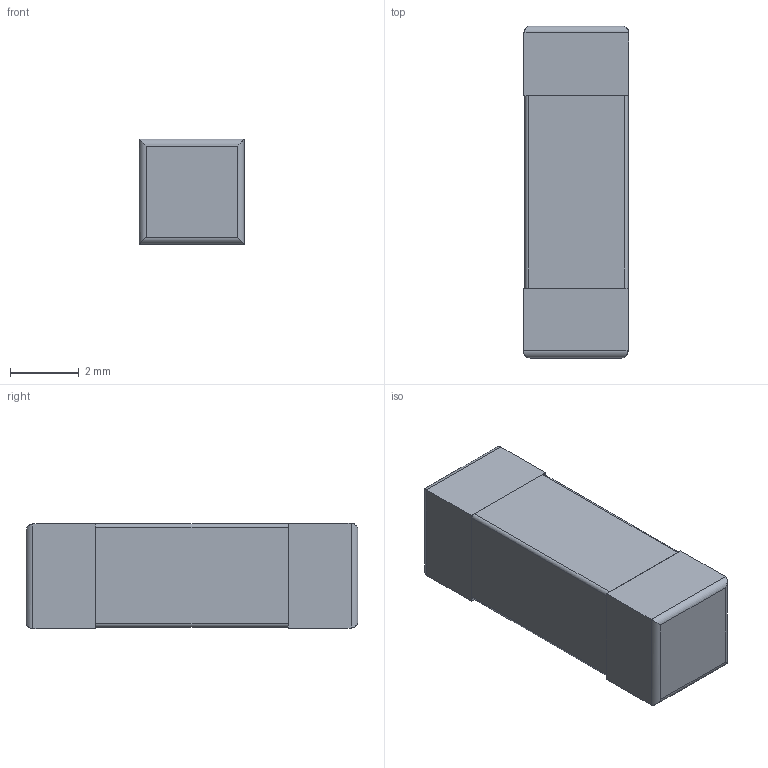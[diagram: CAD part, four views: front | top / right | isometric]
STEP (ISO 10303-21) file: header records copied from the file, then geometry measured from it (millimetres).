
FILE_DESCRIPTION (( 'STEP AP214' ), '1' );
FILE_NAME ('×°ÅäÌå2.STEP', '2014-02-12T08:57:13', ( 'BT_YANFB_XUJUNRAN' ), ( '' ), 'SwSTEP 2.0', 'SolidWorks 2010', '' );
FILE_SCHEMA (( 'AUTOMOTIVE_DESIGN' ));
Length unit declared in the file: millimetre
Products named in the file (4): 錨璃3; 錨璃1; 蚾饜极2; 錨璃4
Assembly tree (3 placements, depth 2):
  蚾饜极2
    錨璃4
    錨璃1
    錨璃3
Bounding box: 3.08 x 9.65 x 3.08 mm (x, y, z)
Volume: 87.8 mm3; surface area: 168.9 mm2
Topology: 3 solids, 3 shells, 180 faces, 481 edges, 318 vertices
Faces by surface type: plane 100, bspline 68, cylinder 12
Entity records: 12559 total; most frequent: CARTESIAN_POINT 6421, ORIENTED_EDGE 962, DIRECTION 581, EDGE_CURVE 481, VECTOR 329, LINE 329, VERTEX_POINT 318, EDGE_LOOP 191
